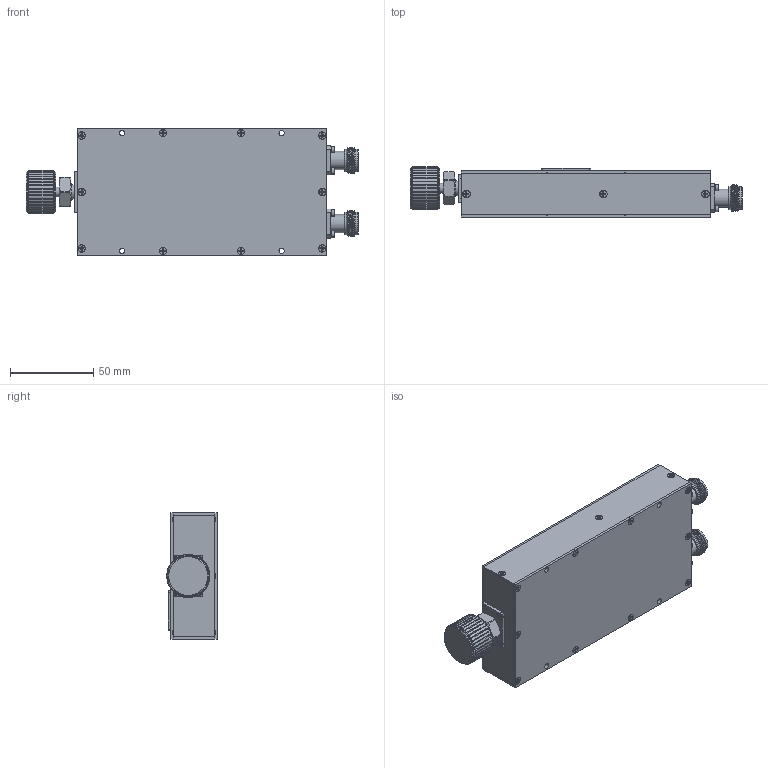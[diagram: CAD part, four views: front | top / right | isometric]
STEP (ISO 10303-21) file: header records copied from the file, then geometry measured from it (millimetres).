
FILE_DESCRIPTION (( 'STEP AP203' ), '1' );
FILE_NAME ('PE82P5011_3D.step', '2022-04-06T16:43:40', ( '' ), ( '' ), 'SwSTEP 2.0', 'SolidWorks 2021', '' );
FILE_SCHEMA (( 'CONFIG_CONTROL_DESIGN' ));
Length unit declared in the file: inch
Products named in the file (1): PE82P5011_3D
Bounding box: 200 x 30.5 x 76 mm (x, y, z)
Volume: 335597.9 mm3; surface area: 45708 mm2
Topology: 1 solids, 1 shells, 1659 faces, 4140 edges, 2661 vertices
Faces by surface type: plane 926, cone 388, cylinder 237, bspline 108
Full cylindrical faces by diameter (mm): 1.524 x2, 3.048 x2, 3.2 x4, 3.658 x8, 4.492 x20, 4.5 x4, 4.521 x4, 4.572 x6, 6 x1, 6.985 x2, 8.8 x1, 10 x1, 10.973 x2, 13.716 x4, 24 x2
Entity records: 79811 total; most frequent: CARTESIAN_POINT 44178, ORIENTED_EDGE 7876, DIRECTION 6356, EDGE_CURVE 3938, VERTEX_POINT 2618, AXIS2_PLACEMENT_3D 2464, EDGE_LOOP 2004, FACE_OUTER_BOUND 1722
